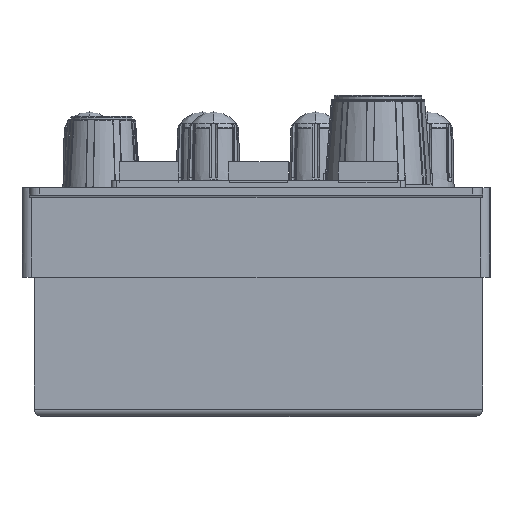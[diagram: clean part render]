
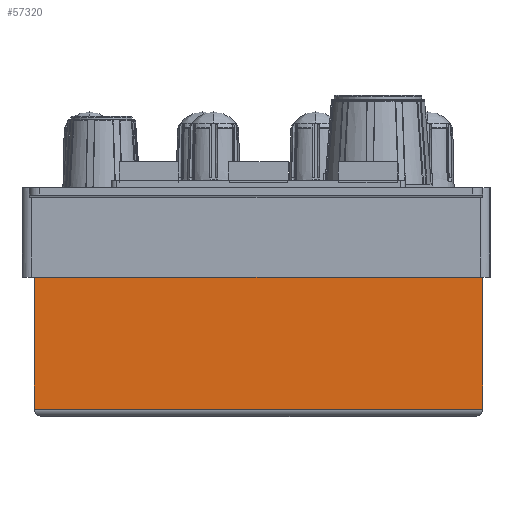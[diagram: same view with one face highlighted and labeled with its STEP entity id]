
A CAD part, front view. The second image highlights one B-rep face of the part: STEP entity #57320.
In plain terms, the highlighted planar face has unit normal (0, -1, 0).
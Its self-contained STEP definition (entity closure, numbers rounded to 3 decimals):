
#3266 = DIRECTION ( 'NONE',  ( 0., 1., 0. ) ) ;
#5737 = DIRECTION ( 'NONE',  ( 0., 0., -1. ) ) ;
#11011 = ORIENTED_EDGE ( 'NONE', *, *, #90838, .T. ) ;
#12335 = EDGE_CURVE ( 'NONE', #19893, #122568, #130573, .T. ) ;
#15437 = CARTESIAN_POINT ( 'NONE',  ( -67.853, -100.683, -28.464 ) ) ;
#17902 = DIRECTION ( 'NONE',  ( 0., 0., -1. ) ) ;
#19018 = LINE ( 'NONE', #123136, #97065 ) ;
#19876 = DIRECTION ( 'NONE',  ( 0., 1., 0. ) ) ;
#19893 = VERTEX_POINT ( 'NONE', #77480 ) ;
#21863 = AXIS2_PLACEMENT_3D ( 'NONE', #67995, #3266, #5737 ) ;
#26313 = CARTESIAN_POINT ( 'NONE',  ( -67.853, -100.683, -26.964 ) ) ;
#29591 = EDGE_LOOP ( 'NONE', ( #141422, #46844, #145727, #47777 ) ) ;
#31670 = FACE_OUTER_BOUND ( 'NONE', #29591, .T. ) ;
#33913 = CARTESIAN_POINT ( 'NONE',  ( 22.147, -100.683, -26.964 ) ) ;
#35671 = CARTESIAN_POINT ( 'NONE',  ( 10.147, -100.683, 4.647 ) ) ;
#36819 = LINE ( 'NONE', #88038, #101540 ) ;
#39921 = DIRECTION ( 'NONE',  ( 0., 1., 0. ) ) ;
#45990 = FACE_BOUND ( 'NONE', #144991, .T. ) ;
#46844 = ORIENTED_EDGE ( 'NONE', *, *, #147272, .T. ) ;
#47777 = ORIENTED_EDGE ( 'NONE', *, *, #102511, .T. ) ;
#49130 = CARTESIAN_POINT ( 'NONE',  ( -55.853, -100.683, 4.647 ) ) ;
#51132 = AXIS2_PLACEMENT_3D ( 'NONE', #52561, #39921, #128975 ) ;
#52561 = CARTESIAN_POINT ( 'NONE',  ( -55.853, -100.683, 6.736 ) ) ;
#54692 = LINE ( 'NONE', #66407, #91248 ) ;
#56406 = CIRCLE ( 'NONE', #51132, 2.088 ) ;
#57320 = ADVANCED_FACE ( 'NONE', ( #133330, #45990, #31670 ), #82916, .F. ) ;
#60069 = VERTEX_POINT ( 'NONE', #49130 ) ;
#60895 = VERTEX_POINT ( 'NONE', #35671 ) ;
#65821 = CARTESIAN_POINT ( 'NONE',  ( 22.147, -100.683, 9.536 ) ) ;
#66407 = CARTESIAN_POINT ( 'NONE',  ( -67.853, -100.683, 9.536 ) ) ;
#67995 = CARTESIAN_POINT ( 'NONE',  ( 10.147, -100.683, 6.736 ) ) ;
#71161 = DIRECTION ( 'NONE',  ( 0., 0., -1. ) ) ;
#74389 = EDGE_CURVE ( 'NONE', #60069, #60069, #56406, .T. ) ;
#76295 = DIRECTION ( 'NONE',  ( 1., 0., 0. ) ) ;
#77480 = CARTESIAN_POINT ( 'NONE',  ( -67.853, -100.683, 9.536 ) ) ;
#81263 = EDGE_CURVE ( 'NONE', #130435, #164794, #19018, .T. ) ;
#82916 = PLANE ( 'NONE',  #164079 ) ;
#88038 = CARTESIAN_POINT ( 'NONE',  ( 21.147, -100.683, -26.964 ) ) ;
#90838 = EDGE_CURVE ( 'NONE', #60895, #60895, #150594, .T. ) ;
#91248 = VECTOR ( 'NONE', #92410, 1000. ) ;
#92410 = DIRECTION ( 'NONE',  ( -1., 0., 0. ) ) ;
#97065 = VECTOR ( 'NONE', #122271, 1000. ) ;
#101540 = VECTOR ( 'NONE', #76295, 1000. ) ;
#102511 = EDGE_CURVE ( 'NONE', #130435, #19893, #54692, .T. ) ;
#112363 = VECTOR ( 'NONE', #17902, 1000. ) ;
#122271 = DIRECTION ( 'NONE',  ( 0., 0., -1. ) ) ;
#122568 = VERTEX_POINT ( 'NONE', #26313 ) ;
#123136 = CARTESIAN_POINT ( 'NONE',  ( 22.147, -100.683, -28.464 ) ) ;
#128975 = DIRECTION ( 'NONE',  ( 0., 0., -1. ) ) ;
#130435 = VERTEX_POINT ( 'NONE', #65821 ) ;
#130573 = LINE ( 'NONE', #15437, #112363 ) ;
#133330 = FACE_BOUND ( 'NONE', #151086, .T. ) ;
#134985 = CARTESIAN_POINT ( 'NONE',  ( -67.853, -100.683, -28.464 ) ) ;
#141422 = ORIENTED_EDGE ( 'NONE', *, *, #12335, .T. ) ;
#144991 = EDGE_LOOP ( 'NONE', ( #11011 ) ) ;
#145727 = ORIENTED_EDGE ( 'NONE', *, *, #81263, .F. ) ;
#147272 = EDGE_CURVE ( 'NONE', #122568, #164794, #36819, .T. ) ;
#150594 = CIRCLE ( 'NONE', #21863, 2.088 ) ;
#151086 = EDGE_LOOP ( 'NONE', ( #163583 ) ) ;
#163583 = ORIENTED_EDGE ( 'NONE', *, *, #74389, .T. ) ;
#164079 = AXIS2_PLACEMENT_3D ( 'NONE', #134985, #19876, #71161 ) ;
#164794 = VERTEX_POINT ( 'NONE', #33913 ) ;
